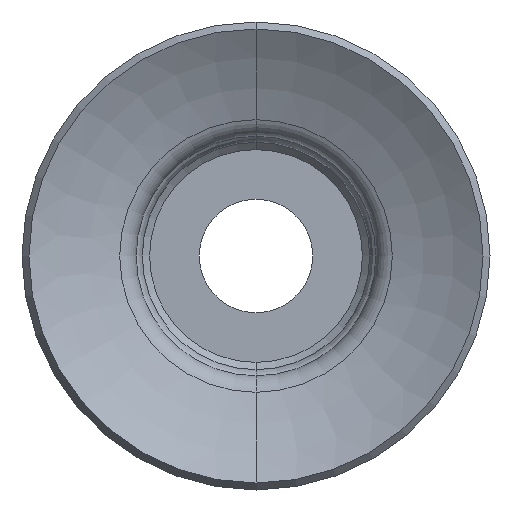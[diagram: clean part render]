
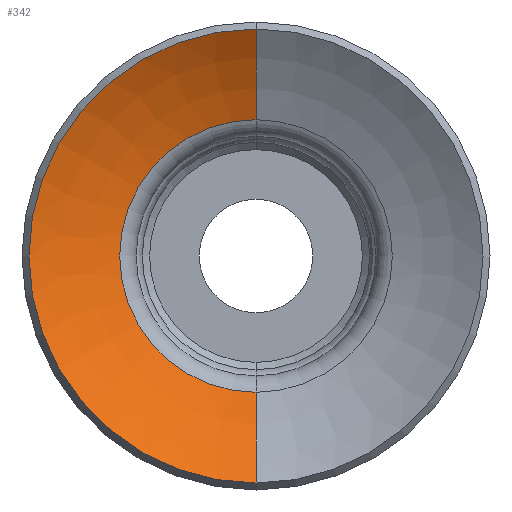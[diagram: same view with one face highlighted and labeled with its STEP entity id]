
A CAD part, front view. The second image highlights one B-rep face of the part: STEP entity #342.
In plain terms, the highlighted toroidal (fillet/blend) face has major radius 0.071 mm and minor radius 28.1 mm.
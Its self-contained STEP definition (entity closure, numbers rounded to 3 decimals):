
#342=ADVANCED_FACE('',(#802),#803,.F.);
#802=FACE_OUTER_BOUND('',#1382,.T.);
#803=TOROIDAL_SURFACE('',#1383,0.071,28.1);
#1382=EDGE_LOOP('',(#5771,#5772,#5773,#5774));
#1383=AXIS2_PLACEMENT_3D('',#5775,#5776,#5777);
#5771=ORIENTED_EDGE('',*,*,#6993,.F.);
#5772=ORIENTED_EDGE('',*,*,#6994,.T.);
#5773=ORIENTED_EDGE('',*,*,#6829,.T.);
#5774=ORIENTED_EDGE('',*,*,#6995,.F.);
#5775=CARTESIAN_POINT('',(0.0,-92.784,0.0));
#5776=DIRECTION('',(0.0,1.0,0.0));
#5777=DIRECTION('',(0.0,0.0,1.0));
#6829=EDGE_CURVE('',#7487,#7491,#7493,.T.);
#6993=EDGE_CURVE('',#7716,#7715,#7721,.T.);
#6994=EDGE_CURVE('',#7716,#7487,#7722,.T.);
#6995=EDGE_CURVE('',#7715,#7491,#7723,.T.);
#7487=VERTEX_POINT('',#8318);
#7491=VERTEX_POINT('',#8322);
#7493=CIRCLE('',#8324,9.606);
#7715=VERTEX_POINT('',#8976);
#7716=VERTEX_POINT('',#8977);
#7721=CIRCLE('',#8984,16.0);
#7722=CIRCLE('',#8985,28.1);
#7723=CIRCLE('',#8986,28.1);
#8318=CARTESIAN_POINT('',(0.,-66.351,-9.606));
#8322=CARTESIAN_POINT('',(0.0,-66.351,9.606));
#8324=AXIS2_PLACEMENT_3D('',#10762,#10763,#10764);
#8976=CARTESIAN_POINT('',(0.0,-69.635,16.));
#8977=CARTESIAN_POINT('',(0.,-69.635,-16.));
#8984=AXIS2_PLACEMENT_3D('',#11039,#11040,#11041);
#8985=AXIS2_PLACEMENT_3D('',#11042,#11043,#11044);
#8986=AXIS2_PLACEMENT_3D('',#11045,#11046,#11047);
#10762=CARTESIAN_POINT('',(0.0,-66.351,0.0));
#10763=DIRECTION('',(0.0,1.0,0.0));
#10764=DIRECTION('',(0.0,0.0,1.0));
#11039=CARTESIAN_POINT('',(0.0,-69.635,0.0));
#11040=DIRECTION('',(0.0,1.0,0.0));
#11041=DIRECTION('',(0.0,0.0,1.0));
#11042=CARTESIAN_POINT('',(0.,-92.784,-0.071));
#11043=DIRECTION('',(1.0,0.0,0.));
#11044=DIRECTION('',(0.,0.0,-1.0));
#11045=CARTESIAN_POINT('',(0.0,-92.784,0.071));
#11046=DIRECTION('',(-1.0,0.0,0.0));
#11047=DIRECTION('',(0.0,0.0,1.0));
